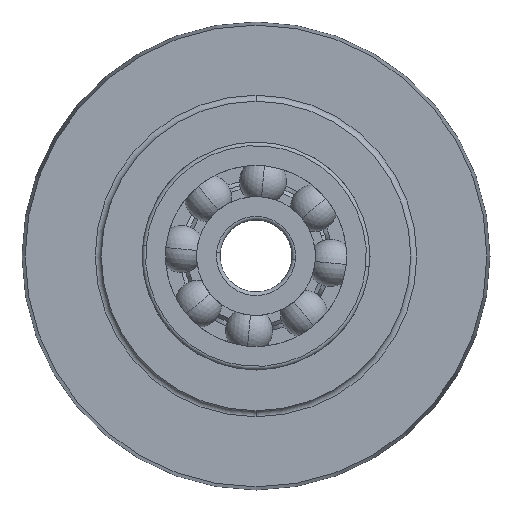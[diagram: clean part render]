
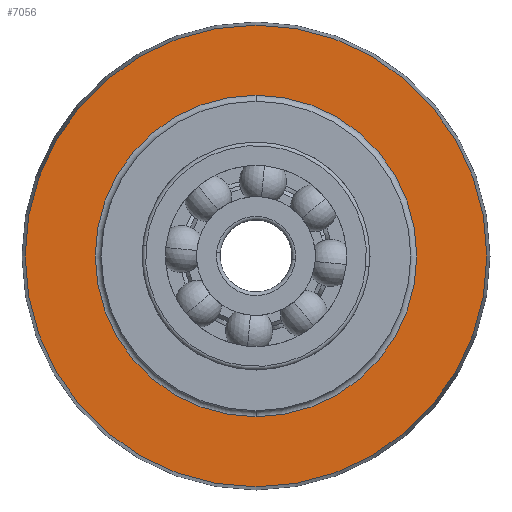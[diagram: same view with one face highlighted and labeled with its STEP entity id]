
A CAD part, front view. The second image highlights one B-rep face of the part: STEP entity #7056.
In plain terms, the highlighted planar face has unit normal (0, -1, 0).
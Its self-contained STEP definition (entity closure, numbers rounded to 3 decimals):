
#32 = AXIS2_PLACEMENT_3D ( 'NONE', #3039, #8205, #8115 ) ;
#286 = DIRECTION ( 'NONE',  ( 0., 0., -1. ) ) ;
#518 = AXIS2_PLACEMENT_3D ( 'NONE', #7497, #3682, #2412 ) ;
#537 = DIRECTION ( 'NONE',  ( 0., -1., 0. ) ) ;
#776 = PLANE ( 'NONE',  #4108 ) ;
#885 = CARTESIAN_POINT ( 'NONE',  ( 0., 3.8, 13.4 ) ) ;
#1013 = ORIENTED_EDGE ( 'NONE', *, *, #4476, .T. ) ;
#1055 = VERTEX_POINT ( 'NONE', #7071 ) ;
#1244 = CIRCLE ( 'NONE', #4312, 13.4 ) ;
#1567 = ORIENTED_EDGE ( 'NONE', *, *, #5035, .T. ) ;
#1820 = CARTESIAN_POINT ( 'NONE',  ( 0., 3.8, 0. ) ) ;
#2180 = DIRECTION ( 'NONE',  ( 0., 0., -1. ) ) ;
#2412 = DIRECTION ( 'NONE',  ( 0., 0., -1. ) ) ;
#2685 = DIRECTION ( 'NONE',  ( 0., -1., 0. ) ) ;
#2686 = VERTEX_POINT ( 'NONE', #6927 ) ;
#3039 = CARTESIAN_POINT ( 'NONE',  ( 0., 3.8, 0. ) ) ;
#3045 = EDGE_LOOP ( 'NONE', ( #1567, #6126 ) ) ;
#3215 = EDGE_LOOP ( 'NONE', ( #3334, #1013 ) ) ;
#3334 = ORIENTED_EDGE ( 'NONE', *, *, #7629, .T. ) ;
#3648 = CIRCLE ( 'NONE', #32, 13.4 ) ;
#3682 = DIRECTION ( 'NONE',  ( 0., -1., 0. ) ) ;
#3807 = CARTESIAN_POINT ( 'NONE',  ( 0., 3.8, -19.238 ) ) ;
#4068 = CARTESIAN_POINT ( 'NONE',  ( 12.9, 3.8, 0. ) ) ;
#4108 = AXIS2_PLACEMENT_3D ( 'NONE', #4068, #2685, #2180 ) ;
#4120 = CIRCLE ( 'NONE', #518, 19.238 ) ;
#4225 = DIRECTION ( 'NONE',  ( 0., 1., 0. ) ) ;
#4312 = AXIS2_PLACEMENT_3D ( 'NONE', #6033, #4225, #286 ) ;
#4476 = EDGE_CURVE ( 'NONE', #7588, #2686, #7117, .T. ) ;
#4537 = FACE_BOUND ( 'NONE', #3045, .T. ) ;
#5035 = EDGE_CURVE ( 'NONE', #1055, #7378, #1244, .T. ) ;
#5333 = EDGE_CURVE ( 'NONE', #7378, #1055, #3648, .T. ) ;
#6033 = CARTESIAN_POINT ( 'NONE',  ( 0., 3.8, 0. ) ) ;
#6126 = ORIENTED_EDGE ( 'NONE', *, *, #5333, .T. ) ;
#6927 = CARTESIAN_POINT ( 'NONE',  ( 0., 3.8, 19.238 ) ) ;
#6980 = AXIS2_PLACEMENT_3D ( 'NONE', #1820, #537, #7445 ) ;
#7056 = ADVANCED_FACE ( 'NONE', ( #4537, #7132 ), #776, .T. ) ;
#7071 = CARTESIAN_POINT ( 'NONE',  ( 0., 3.8, -13.4 ) ) ;
#7117 = CIRCLE ( 'NONE', #6980, 19.238 ) ;
#7132 = FACE_OUTER_BOUND ( 'NONE', #3215, .T. ) ;
#7378 = VERTEX_POINT ( 'NONE', #885 ) ;
#7445 = DIRECTION ( 'NONE',  ( 0., 0., -1. ) ) ;
#7497 = CARTESIAN_POINT ( 'NONE',  ( 0., 3.8, 0. ) ) ;
#7588 = VERTEX_POINT ( 'NONE', #3807 ) ;
#7629 = EDGE_CURVE ( 'NONE', #2686, #7588, #4120, .T. ) ;
#8115 = DIRECTION ( 'NONE',  ( 0., 0., -1. ) ) ;
#8205 = DIRECTION ( 'NONE',  ( 0., 1., 0. ) ) ;
